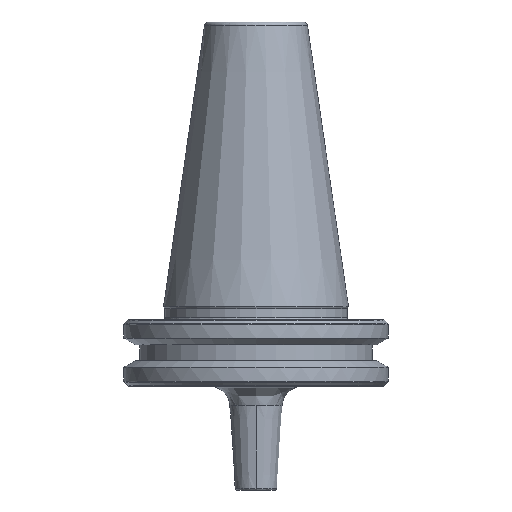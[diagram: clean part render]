
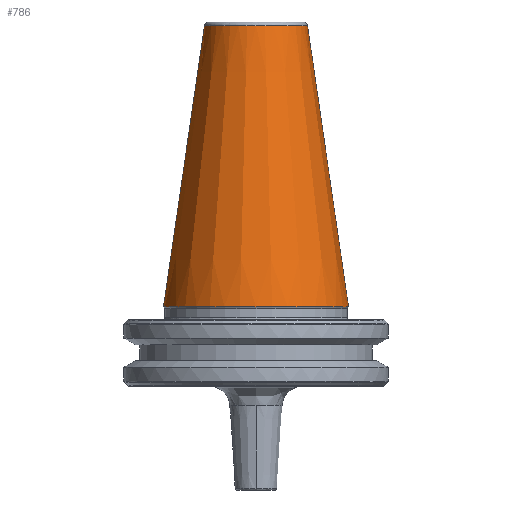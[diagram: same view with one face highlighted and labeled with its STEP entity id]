
A CAD part, front view. The second image highlights one B-rep face of the part: STEP entity #786.
In plain terms, the highlighted conical face has half-angle 8.297 degrees and reference radius 22.225 mm.
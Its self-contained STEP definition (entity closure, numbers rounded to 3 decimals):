
#197 = CARTESIAN_POINT ( 'NONE',  ( 22.225, 0., 0. ) ) ;
#330 = CARTESIAN_POINT ( 'NONE',  ( -12.375, 0., 67.544 ) ) ;
#362 = EDGE_LOOP ( 'NONE', ( #2263, #1843, #1832, #2741 ) ) ;
#569 = EDGE_CURVE ( 'NONE', #1583, #1068, #2166, .T. ) ;
#638 = EDGE_CURVE ( 'NONE', #1068, #1468, #2129, .T. ) ;
#744 = DIRECTION ( 'NONE',  ( -0.144, 0., -0.99 ) ) ;
#786 = ADVANCED_FACE ( 'NONE', ( #2816 ), #1425, .T. ) ;
#1068 = VERTEX_POINT ( 'NONE', #330 ) ;
#1245 = DIRECTION ( 'NONE',  ( 0., 0., -1. ) ) ;
#1395 = DIRECTION ( 'NONE',  ( -1., 0., 0. ) ) ;
#1408 = DIRECTION ( 'NONE',  ( -1., 0., 0. ) ) ;
#1413 = DIRECTION ( 'NONE',  ( 0., 0., -1. ) ) ;
#1420 = DIRECTION ( 'NONE',  ( 0., 0., 1. ) ) ;
#1422 = DIRECTION ( 'NONE',  ( -1., 0., 0. ) ) ;
#1424 = AXIS2_PLACEMENT_3D ( 'NONE', #1596, #1413, #1408 ) ;
#1425 = CONICAL_SURFACE ( 'NONE', #2685, 22.225, 0.145 ) ;
#1434 = CARTESIAN_POINT ( 'NONE',  ( 0., 0., 0. ) ) ;
#1468 = VERTEX_POINT ( 'NONE', #1615 ) ;
#1478 = CARTESIAN_POINT ( 'NONE',  ( 12.375, 0., 67.544 ) ) ;
#1489 = VERTEX_POINT ( 'NONE', #1586 ) ;
#1583 = VERTEX_POINT ( 'NONE', #1478 ) ;
#1586 = CARTESIAN_POINT ( 'NONE',  ( 22.225, 0., 0. ) ) ;
#1596 = CARTESIAN_POINT ( 'NONE',  ( 0., 0., 67.544 ) ) ;
#1615 = CARTESIAN_POINT ( 'NONE',  ( -22.225, 0., 0. ) ) ;
#1648 = CIRCLE ( 'NONE', #1734, 22.225 ) ;
#1680 = LINE ( 'NONE', #197, #2697 ) ;
#1720 = EDGE_CURVE ( 'NONE', #1468, #1489, #1648, .T. ) ;
#1734 = AXIS2_PLACEMENT_3D ( 'NONE', #1434, #1420, #1422 ) ;
#1813 = EDGE_CURVE ( 'NONE', #1583, #1489, #1680, .T. ) ;
#1832 = ORIENTED_EDGE ( 'NONE', *, *, #638, .T. ) ;
#1843 = ORIENTED_EDGE ( 'NONE', *, *, #569, .T. ) ;
#1878 = CARTESIAN_POINT ( 'NONE',  ( -22.225, 0., 0. ) ) ;
#2092 = VECTOR ( 'NONE', #744, 1000. ) ;
#2129 = LINE ( 'NONE', #1878, #2092 ) ;
#2166 = CIRCLE ( 'NONE', #1424, 12.375 ) ;
#2263 = ORIENTED_EDGE ( 'NONE', *, *, #1813, .F. ) ;
#2526 = CARTESIAN_POINT ( 'NONE',  ( 0., 0., 0. ) ) ;
#2685 = AXIS2_PLACEMENT_3D ( 'NONE', #2526, #1245, #1395 ) ;
#2697 = VECTOR ( 'NONE', #2854, 1000. ) ;
#2741 = ORIENTED_EDGE ( 'NONE', *, *, #1720, .T. ) ;
#2816 = FACE_OUTER_BOUND ( 'NONE', #362, .T. ) ;
#2854 = DIRECTION ( 'NONE',  ( 0.144, 0., -0.99 ) ) ;
